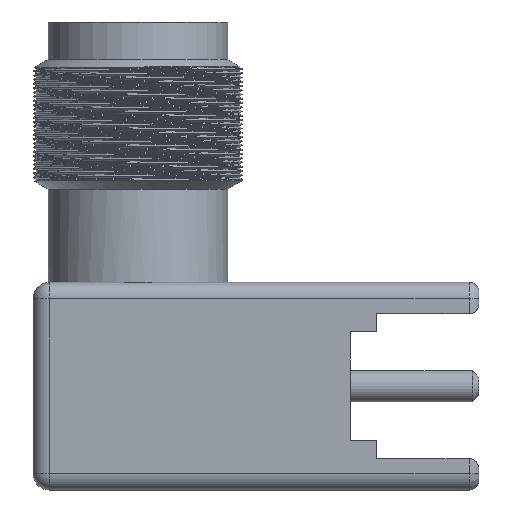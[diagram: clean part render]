
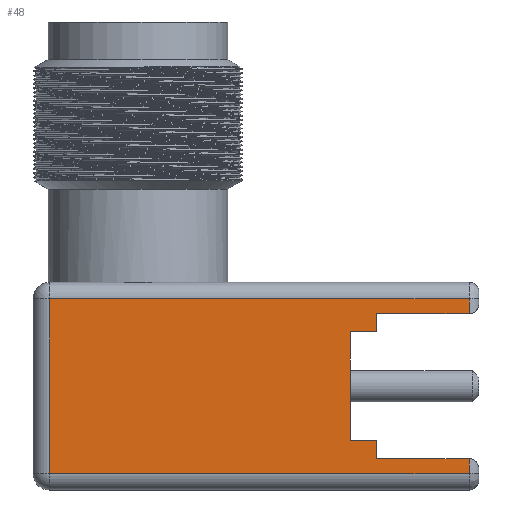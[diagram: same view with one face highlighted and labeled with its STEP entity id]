
A CAD part, left-side view. The second image highlights one B-rep face of the part: STEP entity #48.
In plain terms, the highlighted planar face has unit normal (-1, 0, 0).
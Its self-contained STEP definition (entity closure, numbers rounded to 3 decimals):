
#48=ADVANCED_FACE('',(#222),#223,.F.);
#222=FACE_OUTER_BOUND('',#568,.T.);
#223=PLANE('',#569);
#568=EDGE_LOOP('',(#7035,#7036,#7037,#7038,#7039,#7040,#7041,#7042,#7043,#7044,#7045,#7046));
#569=AXIS2_PLACEMENT_3D('',#7047,#7048,#7049);
#7035=ORIENTED_EDGE('',*,*,#8338,.T.);
#7036=ORIENTED_EDGE('',*,*,#8339,.T.);
#7037=ORIENTED_EDGE('',*,*,#8340,.T.);
#7038=ORIENTED_EDGE('',*,*,#8341,.F.);
#7039=ORIENTED_EDGE('',*,*,#8342,.F.);
#7040=ORIENTED_EDGE('',*,*,#8343,.F.);
#7041=ORIENTED_EDGE('',*,*,#8344,.F.);
#7042=ORIENTED_EDGE('',*,*,#8345,.F.);
#7043=ORIENTED_EDGE('',*,*,#8346,.F.);
#7044=ORIENTED_EDGE('',*,*,#8347,.F.);
#7045=ORIENTED_EDGE('',*,*,#8348,.T.);
#7046=ORIENTED_EDGE('',*,*,#8349,.T.);
#7047=CARTESIAN_POINT('',(-3.15,0.0,0.0));
#7048=DIRECTION('',(1.0,0.0,0.0));
#7049=DIRECTION('',(0.0,1.0,0.0));
#8338=EDGE_CURVE('',#8785,#8786,#8787,.T.);
#8339=EDGE_CURVE('',#8786,#8788,#8789,.T.);
#8340=EDGE_CURVE('',#8788,#8790,#8791,.T.);
#8341=EDGE_CURVE('',#8792,#8790,#8793,.T.);
#8342=EDGE_CURVE('',#8794,#8792,#8795,.T.);
#8343=EDGE_CURVE('',#8796,#8794,#8797,.T.);
#8344=EDGE_CURVE('',#8798,#8796,#8799,.T.);
#8345=EDGE_CURVE('',#8800,#8798,#8801,.T.);
#8346=EDGE_CURVE('',#8802,#8800,#8803,.T.);
#8347=EDGE_CURVE('',#8804,#8802,#8805,.T.);
#8348=EDGE_CURVE('',#8804,#8806,#8807,.T.);
#8349=EDGE_CURVE('',#8806,#8785,#8808,.T.);
#8785=VERTEX_POINT('',#9598);
#8786=VERTEX_POINT('',#9599);
#8787=LINE('',#9600,#9601);
#8788=VERTEX_POINT('',#9602);
#8789=LINE('',#9603,#9604);
#8790=VERTEX_POINT('',#9605);
#8791=LINE('',#9606,#9607);
#8792=VERTEX_POINT('',#9608);
#8793=LINE('',#9609,#9610);
#8794=VERTEX_POINT('',#9611);
#8795=LINE('',#9612,#9613);
#8796=VERTEX_POINT('',#9614);
#8797=LINE('',#9615,#9616);
#8798=VERTEX_POINT('',#9617);
#8799=LINE('',#9618,#9619);
#8800=VERTEX_POINT('',#9620);
#8801=LINE('',#9621,#9622);
#8802=VERTEX_POINT('',#9623);
#8803=LINE('',#9624,#9625);
#8804=VERTEX_POINT('',#9626);
#8805=LINE('',#9627,#9628);
#8806=VERTEX_POINT('',#9629);
#8807=LINE('',#9630,#9631);
#8808=LINE('',#9632,#9633);
#9598=CARTESIAN_POINT('',(-3.15,2.68,-8.4));
#9599=CARTESIAN_POINT('',(-3.15,2.68,-13.7));
#9600=CARTESIAN_POINT('',(-3.15,2.68,-8.4));
#9601=VECTOR('',#14962,5.3);
#9602=CARTESIAN_POINT('',(-3.15,-10.05,-13.7));
#9603=CARTESIAN_POINT('',(-3.15,2.68,-13.7));
#9604=VECTOR('',#14963,12.73);
#9605=CARTESIAN_POINT('',(-3.15,-10.05,-13.25));
#9606=CARTESIAN_POINT('',(-3.15,-10.05,-13.7));
#9607=VECTOR('',#14964,0.45);
#9608=CARTESIAN_POINT('',(-3.15,-7.25,-13.25));
#9609=CARTESIAN_POINT('',(-3.15,-7.25,-13.25));
#9610=VECTOR('',#14965,2.8);
#9611=CARTESIAN_POINT('',(-3.15,-7.25,-12.7));
#9612=CARTESIAN_POINT('',(-3.15,-7.25,-12.7));
#9613=VECTOR('',#14966,0.55);
#9614=CARTESIAN_POINT('',(-3.15,-6.45,-12.7));
#9615=CARTESIAN_POINT('',(-3.15,-6.45,-12.7));
#9616=VECTOR('',#14967,0.8);
#9617=CARTESIAN_POINT('',(-3.15,-6.45,-9.4));
#9618=CARTESIAN_POINT('',(-3.15,-6.45,-9.4));
#9619=VECTOR('',#14968,3.3);
#9620=CARTESIAN_POINT('',(-3.15,-7.25,-9.4));
#9621=CARTESIAN_POINT('',(-3.15,-7.25,-9.4));
#9622=VECTOR('',#14969,0.8);
#9623=CARTESIAN_POINT('',(-3.15,-7.25,-8.85));
#9624=CARTESIAN_POINT('',(-3.15,-7.25,-8.85));
#9625=VECTOR('',#14970,0.55);
#9626=CARTESIAN_POINT('',(-3.15,-10.05,-8.85));
#9627=CARTESIAN_POINT('',(-3.15,-10.05,-8.85));
#9628=VECTOR('',#14971,2.8);
#9629=CARTESIAN_POINT('',(-3.15,-10.05,-8.4));
#9630=CARTESIAN_POINT('',(-3.15,-10.05,-8.85));
#9631=VECTOR('',#14972,0.45);
#9632=CARTESIAN_POINT('',(-3.15,-10.05,-8.4));
#9633=VECTOR('',#14973,12.73);
#14962=DIRECTION('',(0.0,0.0,-1.0));
#14963=DIRECTION('',(0.0,-1.0,0.));
#14964=DIRECTION('',(0.0,0.0,1.0));
#14965=DIRECTION('',(0.0,-1.0,0.0));
#14966=DIRECTION('',(0.0,0.0,-1.0));
#14967=DIRECTION('',(0.0,-1.0,0.0));
#14968=DIRECTION('',(0.0,0.0,-1.0));
#14969=DIRECTION('',(0.0,1.0,0.0));
#14970=DIRECTION('',(0.0,0.0,-1.0));
#14971=DIRECTION('',(0.0,1.0,0.0));
#14972=DIRECTION('',(0.0,0.0,1.0));
#14973=DIRECTION('',(0.0,1.0,0.));
